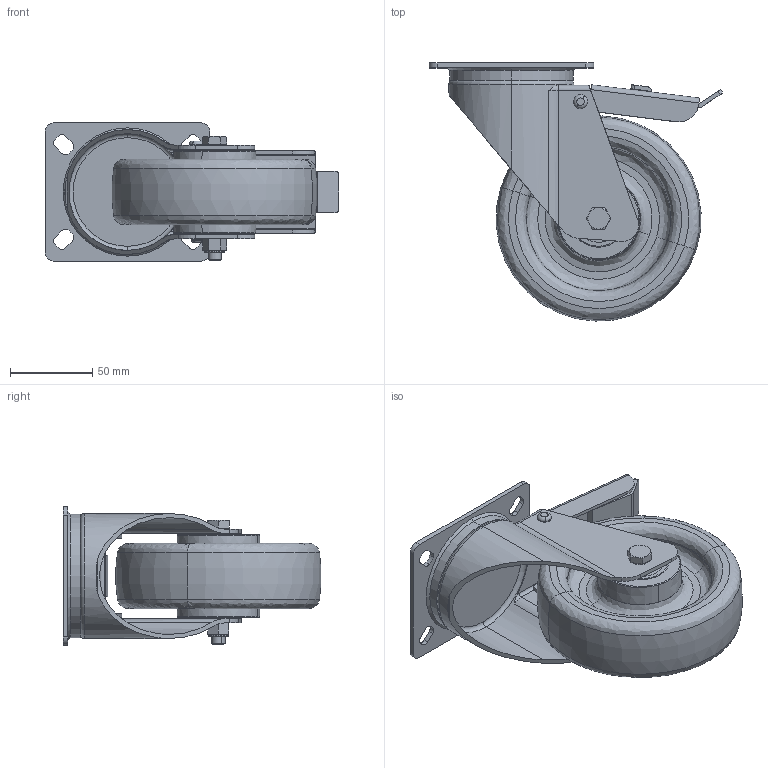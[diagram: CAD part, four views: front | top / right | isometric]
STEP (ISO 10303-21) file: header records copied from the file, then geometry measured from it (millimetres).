
FILE_DESCRIPTION (( 'STEP AP214' ), '1' );
FILE_NAME ('0029891_L-MV-EPUK-125-K-3-DSN_(A-01).step', '2019-10-08T08:25:11', ( '' ), ( '' ), 'SwSTEP 2.0', 'SolidWorks 2018', '' );
FILE_SCHEMA (( 'AUTOMOTIVE_DESIGN' ));
Length unit declared in the file: millimetre
Products named in the file (1): 0029891_L-MV-EPUK-125-K-3-DSN_(A-01)
Bounding box: 178.51 x 156.85 x 84 mm (x, y, z)
Volume: 475697.3 mm3; surface area: 183817.2 mm2
Topology: 20 solids, 20 shells, 652 faces, 1662 edges, 1062 vertices
Faces by surface type: plane 191, cylinder 179, bspline 146, cone 76, torus 60
Entity records: 31066 total; most frequent: CARTESIAN_POINT 8638, ORIENTED_EDGE 3324, DIRECTION 3018, EDGE_CURVE 1662, AXIS2_PLACEMENT_3D 1230, VERTEX_POINT 1062, CIRCLE 723, EDGE_LOOP 720
